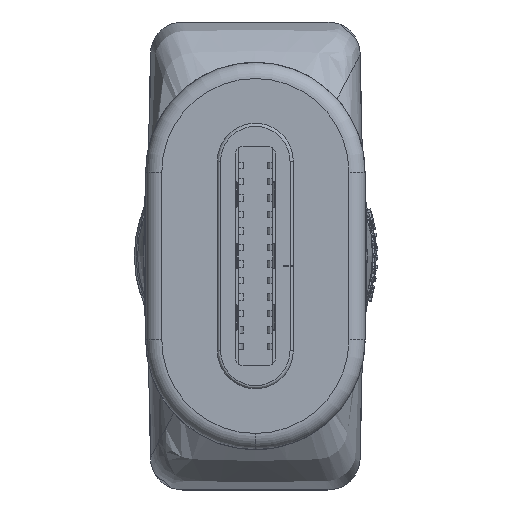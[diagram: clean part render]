
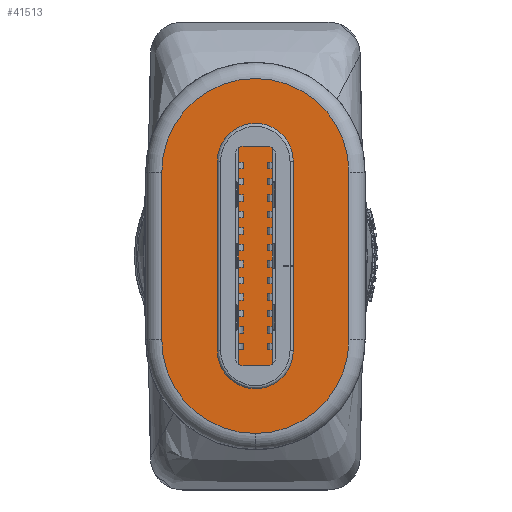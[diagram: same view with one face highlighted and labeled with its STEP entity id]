
A CAD part, left-side view. The second image highlights one B-rep face of the part: STEP entity #41513.
In plain terms, the highlighted planar face has unit normal (-1, 0, 0).
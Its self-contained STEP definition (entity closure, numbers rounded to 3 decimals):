
#1887 = VERTEX_POINT ( 'NONE', #20419 ) ;
#2917 = AXIS2_PLACEMENT_3D ( 'NONE', #71025, #35911, #41289 ) ;
#5156 = VECTOR ( 'NONE', #69703, 1000. ) ;
#5218 = LINE ( 'NONE', #63988, #5156 ) ;
#5289 = ORIENTED_EDGE ( 'NONE', *, *, #18374, .T. ) ;
#6185 = DIRECTION ( 'NONE',  ( -1., 0., 0. ) ) ;
#7150 = CIRCLE ( 'NONE', #59555, 2.9 ) ;
#7494 = ORIENTED_EDGE ( 'NONE', *, *, #16816, .T. ) ;
#10325 = VERTEX_POINT ( 'NONE', #68233 ) ;
#10577 = DIRECTION ( 'NONE',  ( 0., 0., -1. ) ) ;
#11818 = CARTESIAN_POINT ( 'NONE',  ( 0., -2.9, 2.6 ) ) ;
#11911 = EDGE_CURVE ( 'NONE', #36852, #1887, #7150, .T. ) ;
#12002 = CIRCLE ( 'NONE', #48529, 2.9 ) ;
#12401 = EDGE_CURVE ( 'NONE', #10325, #72302, #5218, .T. ) ;
#14260 = DIRECTION ( 'NONE',  ( 0., 0., -1. ) ) ;
#14561 = EDGE_CURVE ( 'NONE', #72302, #45059, #26045, .T. ) ;
#16816 = EDGE_CURVE ( 'NONE', #45059, #36852, #27732, .T. ) ;
#18374 = EDGE_CURVE ( 'NONE', #1887, #10325, #12002, .T. ) ;
#20419 = CARTESIAN_POINT ( 'NONE',  ( 0., 0., -5.5 ) ) ;
#20725 = ORIENTED_EDGE ( 'NONE', *, *, #11911, .T. ) ;
#22350 = ORIENTED_EDGE ( 'NONE', *, *, #12401, .T. ) ;
#25312 = DIRECTION ( 'NONE',  ( 1., 0., 0. ) ) ;
#26045 = CIRCLE ( 'NONE', #2917, 2.9 ) ;
#27414 = AXIS2_PLACEMENT_3D ( 'NONE', #67286, #25312, #14260 ) ;
#27732 = LINE ( 'NONE', #74283, #59507 ) ;
#30202 = DIRECTION ( 'NONE',  ( 0., 0., -1. ) ) ;
#30240 = DIRECTION ( 'NONE',  ( 0., 0., -1. ) ) ;
#32530 = FACE_OUTER_BOUND ( 'NONE', #48567, .T. ) ;
#35911 = DIRECTION ( 'NONE',  ( -1., 0., 0. ) ) ;
#36852 = VERTEX_POINT ( 'NONE', #42357 ) ;
#41289 = DIRECTION ( 'NONE',  ( 0., 0., -1. ) ) ;
#41513 = ADVANCED_FACE ( 'NONE', ( #32530 ), #55419, .F. ) ;
#42357 = CARTESIAN_POINT ( 'NONE',  ( 0., 2.9, -2.6 ) ) ;
#45059 = VERTEX_POINT ( 'NONE', #65476 ) ;
#48529 = AXIS2_PLACEMENT_3D ( 'NONE', #58084, #6185, #30202 ) ;
#48567 = EDGE_LOOP ( 'NONE', ( #20725, #5289, #22350, #50641, #7494 ) ) ;
#50641 = ORIENTED_EDGE ( 'NONE', *, *, #14561, .T. ) ;
#55419 = PLANE ( 'NONE',  #27414 ) ;
#58084 = CARTESIAN_POINT ( 'NONE',  ( 0., 0., -2.6 ) ) ;
#59507 = VECTOR ( 'NONE', #10577, 1000. ) ;
#59555 = AXIS2_PLACEMENT_3D ( 'NONE', #64266, #69601, #30240 ) ;
#63988 = CARTESIAN_POINT ( 'NONE',  ( 0., -2.9, 2.6 ) ) ;
#64266 = CARTESIAN_POINT ( 'NONE',  ( 0., 0., -2.6 ) ) ;
#65476 = CARTESIAN_POINT ( 'NONE',  ( 0., 2.9, 2.6 ) ) ;
#67286 = CARTESIAN_POINT ( 'NONE',  ( 0., 0., 2.6 ) ) ;
#68233 = CARTESIAN_POINT ( 'NONE',  ( 0., -2.9, -2.6 ) ) ;
#69601 = DIRECTION ( 'NONE',  ( -1., 0., 0. ) ) ;
#69703 = DIRECTION ( 'NONE',  ( 0., 0., 1. ) ) ;
#71025 = CARTESIAN_POINT ( 'NONE',  ( 0., 0., 2.6 ) ) ;
#72302 = VERTEX_POINT ( 'NONE', #11818 ) ;
#74283 = CARTESIAN_POINT ( 'NONE',  ( 0., 2.9, 2.6 ) ) ;
